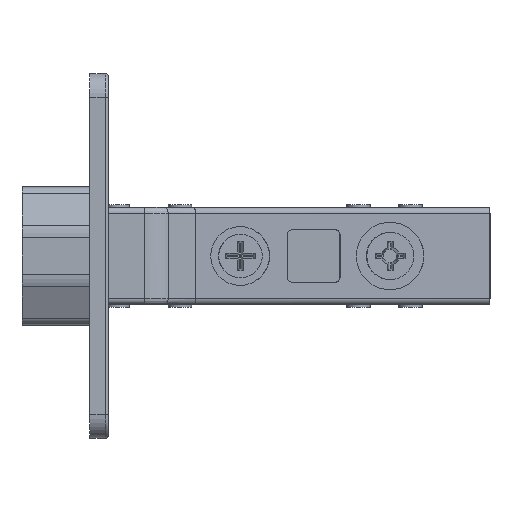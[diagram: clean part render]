
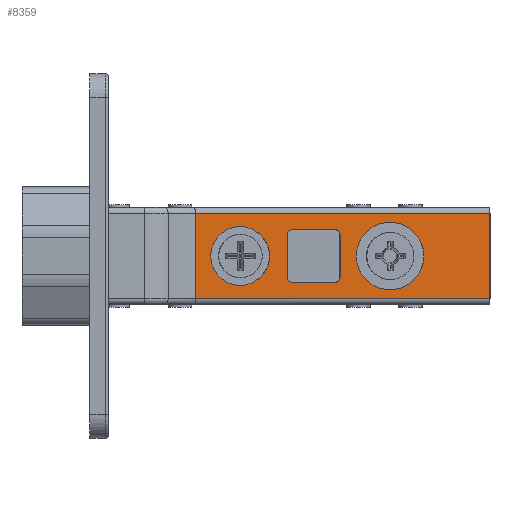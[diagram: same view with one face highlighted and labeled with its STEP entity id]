
A CAD part, front view. The second image highlights one B-rep face of the part: STEP entity #8359.
In plain terms, the highlighted planar face has unit normal (0.031, -1, 0).
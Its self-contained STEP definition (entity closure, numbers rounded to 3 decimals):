
#26 = DIRECTION ( 'NONE',  ( -1., -0.031, 0. ) ) ;
#197 = VECTOR ( 'NONE', #12883, 1000. ) ;
#200 = VECTOR ( 'NONE', #1966, 1000. ) ;
#231 = DIRECTION ( 'NONE',  ( 1., 0.031, 0. ) ) ;
#243 = CARTESIAN_POINT ( 'NONE',  ( -25.488, -0.78, 3.5 ) ) ;
#407 = AXIS2_PLACEMENT_3D ( 'NONE', #8319, #12828, #10727 ) ;
#896 = FACE_BOUND ( 'NONE', #11242, .T. ) ;
#910 = AXIS2_PLACEMENT_3D ( 'NONE', #8650, #10912, #6172 ) ;
#958 = VERTEX_POINT ( 'NONE', #9757 ) ;
#993 = VERTEX_POINT ( 'NONE', #10973 ) ;
#1092 = EDGE_CURVE ( 'NONE', #2971, #12295, #3841, .T. ) ;
#1135 = CIRCLE ( 'NONE', #12035, 1. ) ;
#1153 = AXIS2_PLACEMENT_3D ( 'NONE', #13085, #1914, #11853 ) ;
#1247 = EDGE_CURVE ( 'NONE', #6790, #993, #11525, .T. ) ;
#1327 = ORIENTED_EDGE ( 'NONE', *, *, #6027, .F. ) ;
#1552 = ORIENTED_EDGE ( 'NONE', *, *, #1092, .F. ) ;
#1620 = ORIENTED_EDGE ( 'NONE', *, *, #12823, .F. ) ;
#1670 = CARTESIAN_POINT ( 'NONE',  ( -26.488, -0.811, 4.5 ) ) ;
#1702 = LINE ( 'NONE', #6113, #197 ) ;
#1817 = LINE ( 'NONE', #6301, #200 ) ;
#1914 = DIRECTION ( 'NONE',  ( 0.031, -1., 0. ) ) ;
#1966 = DIRECTION ( 'NONE',  ( -1., -0.031, 0. ) ) ;
#2263 = DIRECTION ( 'NONE',  ( 0.031, -1., 0. ) ) ;
#2705 = AXIS2_PLACEMENT_3D ( 'NONE', #3636, #12349, #231 ) ;
#2744 = CIRCLE ( 'NONE', #10867, 1. ) ;
#2971 = VERTEX_POINT ( 'NONE', #3288 ) ;
#3122 = VERTEX_POINT ( 'NONE', #7908 ) ;
#3143 = ORIENTED_EDGE ( 'NONE', *, *, #5836, .F. ) ;
#3194 = LINE ( 'NONE', #7621, #10546 ) ;
#3217 = CARTESIAN_POINT ( 'NONE',  ( -42.48, -1.3, 0. ) ) ;
#3229 = CARTESIAN_POINT ( 'NONE',  ( -25.488, -0.78, -3.5 ) ) ;
#3288 = CARTESIAN_POINT ( 'NONE',  ( -47.478, -1.453, 0. ) ) ;
#3363 = ORIENTED_EDGE ( 'NONE', *, *, #3757, .T. ) ;
#3510 = LINE ( 'NONE', #4800, #8873 ) ;
#3636 = CARTESIAN_POINT ( 'NONE',  ( -16.992, -0.52, 0. ) ) ;
#3757 = EDGE_CURVE ( 'NONE', #3122, #7618, #7794, .T. ) ;
#3841 = CIRCLE ( 'NONE', #14051, 5. ) ;
#3857 = EDGE_CURVE ( 'NONE', #13124, #9677, #3510, .T. ) ;
#3906 = CIRCLE ( 'NONE', #10166, 1. ) ;
#4003 = PLANE ( 'NONE',  #910 ) ;
#4232 = FACE_OUTER_BOUND ( 'NONE', #13355, .T. ) ;
#4391 = DIRECTION ( 'NONE',  ( 1., 0.031, 0. ) ) ;
#4433 = ORIENTED_EDGE ( 'NONE', *, *, #5257, .T. ) ;
#4532 = VECTOR ( 'NONE', #11663, 1000. ) ;
#4572 = ORIENTED_EDGE ( 'NONE', *, *, #5092, .F. ) ;
#4770 = CARTESIAN_POINT ( 'NONE',  ( -25.488, -0.78, 3.5 ) ) ;
#4800 = CARTESIAN_POINT ( 'NONE',  ( -34.484, -1.055, 3.5 ) ) ;
#5092 = EDGE_CURVE ( 'NONE', #9317, #11265, #7636, .T. ) ;
#5139 = EDGE_CURVE ( 'NONE', #993, #9490, #3906, .T. ) ;
#5179 = CARTESIAN_POINT ( 'NONE',  ( -33.484, -1.025, -4.5 ) ) ;
#5257 = EDGE_CURVE ( 'NONE', #8589, #3122, #9071, .T. ) ;
#5282 = CIRCLE ( 'NONE', #407, 5. ) ;
#5378 = EDGE_CURVE ( 'NONE', #13916, #8589, #1817, .T. ) ;
#5419 = CARTESIAN_POINT ( 'NONE',  ( 0., 0., -7.25 ) ) ;
#5534 = CARTESIAN_POINT ( 'NONE',  ( -34.484, -1.055, -3.5 ) ) ;
#5804 = CARTESIAN_POINT ( 'NONE',  ( -11.245, -0.344, 0. ) ) ;
#5836 = EDGE_CURVE ( 'NONE', #12295, #2971, #5282, .T. ) ;
#5934 = CARTESIAN_POINT ( 'NONE',  ( -50.039, -1.532, 7.25 ) ) ;
#5949 = DIRECTION ( 'NONE',  ( 0., 0., -1. ) ) ;
#6027 = EDGE_CURVE ( 'NONE', #958, #13124, #1135, .T. ) ;
#6113 = CARTESIAN_POINT ( 'NONE',  ( -33.484, -1.025, 4.5 ) ) ;
#6172 = DIRECTION ( 'NONE',  ( -1., -0.031, 0. ) ) ;
#6188 = EDGE_CURVE ( 'NONE', #9677, #6790, #2744, .T. ) ;
#6231 = EDGE_CURVE ( 'NONE', #11265, #958, #1702, .T. ) ;
#6270 = DIRECTION ( 'NONE',  ( 0.031, -1., 0. ) ) ;
#6301 = CARTESIAN_POINT ( 'NONE',  ( -50.039, -1.532, 7.25 ) ) ;
#6522 = DIRECTION ( 'NONE',  ( 0., 0., -1. ) ) ;
#6618 = DIRECTION ( 'NONE',  ( 0.031, -1., 0. ) ) ;
#6698 = DIRECTION ( 'NONE',  ( 1., 0.031, 0. ) ) ;
#6790 = VERTEX_POINT ( 'NONE', #5179 ) ;
#7123 = VERTEX_POINT ( 'NONE', #5804 ) ;
#7152 = CARTESIAN_POINT ( 'NONE',  ( -33.484, -1.025, -3.5 ) ) ;
#7398 = ORIENTED_EDGE ( 'NONE', *, *, #8252, .F. ) ;
#7618 = VERTEX_POINT ( 'NONE', #5419 ) ;
#7621 = CARTESIAN_POINT ( 'NONE',  ( 0., 0., 8.25 ) ) ;
#7636 = CIRCLE ( 'NONE', #8781, 1. ) ;
#7729 = VECTOR ( 'NONE', #4391, 1000. ) ;
#7794 = LINE ( 'NONE', #14343, #7729 ) ;
#7908 = CARTESIAN_POINT ( 'NONE',  ( -50.039, -1.532, -7.25 ) ) ;
#7934 = EDGE_LOOP ( 'NONE', ( #3143, #1552 ) ) ;
#8080 = CIRCLE ( 'NONE', #1153, 5.75 ) ;
#8252 = EDGE_CURVE ( 'NONE', #7123, #13267, #8080, .T. ) ;
#8319 = CARTESIAN_POINT ( 'NONE',  ( -42.48, -1.3, 0. ) ) ;
#8359 = ADVANCED_FACE ( 'NONE', ( #896, #10611, #14183, #4232 ), #4003, .F. ) ;
#8511 = ORIENTED_EDGE ( 'NONE', *, *, #5378, .T. ) ;
#8589 = VERTEX_POINT ( 'NONE', #5934 ) ;
#8650 = CARTESIAN_POINT ( 'NONE',  ( 0., 0., 8.25 ) ) ;
#8729 = ORIENTED_EDGE ( 'NONE', *, *, #14235, .F. ) ;
#8781 = AXIS2_PLACEMENT_3D ( 'NONE', #8863, #6618, #26 ) ;
#8863 = CARTESIAN_POINT ( 'NONE',  ( -26.488, -0.811, 3.5 ) ) ;
#8873 = VECTOR ( 'NONE', #5949, 1000. ) ;
#9071 = LINE ( 'NONE', #13713, #13411 ) ;
#9135 = DIRECTION ( 'NONE',  ( 0., 0., -1. ) ) ;
#9176 = DIRECTION ( 'NONE',  ( 0.031, -1., 0. ) ) ;
#9251 = ORIENTED_EDGE ( 'NONE', *, *, #6231, .F. ) ;
#9317 = VERTEX_POINT ( 'NONE', #243 ) ;
#9425 = ORIENTED_EDGE ( 'NONE', *, *, #13003, .F. ) ;
#9490 = VERTEX_POINT ( 'NONE', #3229 ) ;
#9677 = VERTEX_POINT ( 'NONE', #5534 ) ;
#9757 = CARTESIAN_POINT ( 'NONE',  ( -33.484, -1.025, 4.5 ) ) ;
#9893 = DIRECTION ( 'NONE',  ( 0.031, -1., 0. ) ) ;
#9925 = EDGE_LOOP ( 'NONE', ( #10423, #13287, #12332, #1327, #9251, #4572, #1620, #14239 ) ) ;
#9975 = CARTESIAN_POINT ( 'NONE',  ( -37.482, -1.147, 0. ) ) ;
#10005 = CARTESIAN_POINT ( 'NONE',  ( -34.484, -1.055, 3.5 ) ) ;
#10130 = CARTESIAN_POINT ( 'NONE',  ( -33.484, -1.025, 3.5 ) ) ;
#10166 = AXIS2_PLACEMENT_3D ( 'NONE', #12004, #9893, #6698 ) ;
#10363 = CARTESIAN_POINT ( 'NONE',  ( -33.484, -1.025, -4.5 ) ) ;
#10423 = ORIENTED_EDGE ( 'NONE', *, *, #1247, .F. ) ;
#10546 = VECTOR ( 'NONE', #6522, 1000. ) ;
#10611 = FACE_BOUND ( 'NONE', #7934, .T. ) ;
#10727 = DIRECTION ( 'NONE',  ( 1., 0.031, 0. ) ) ;
#10867 = AXIS2_PLACEMENT_3D ( 'NONE', #7152, #6270, #11575 ) ;
#10912 = DIRECTION ( 'NONE',  ( -0.031, 1., 0. ) ) ;
#10971 = DIRECTION ( 'NONE',  ( 1., 0.031, 0. ) ) ;
#10973 = CARTESIAN_POINT ( 'NONE',  ( -26.488, -0.811, -4.5 ) ) ;
#11242 = EDGE_LOOP ( 'NONE', ( #7398, #8729 ) ) ;
#11262 = VECTOR ( 'NONE', #12551, 1000. ) ;
#11265 = VERTEX_POINT ( 'NONE', #1670 ) ;
#11525 = LINE ( 'NONE', #10363, #11262 ) ;
#11575 = DIRECTION ( 'NONE',  ( 1., 0.031, 0. ) ) ;
#11663 = DIRECTION ( 'NONE',  ( 0., 0., 1. ) ) ;
#11853 = DIRECTION ( 'NONE',  ( 1., 0.031, 0. ) ) ;
#12004 = CARTESIAN_POINT ( 'NONE',  ( -26.488, -0.811, -3.5 ) ) ;
#12035 = AXIS2_PLACEMENT_3D ( 'NONE', #10130, #9176, #13606 ) ;
#12295 = VERTEX_POINT ( 'NONE', #9975 ) ;
#12332 = ORIENTED_EDGE ( 'NONE', *, *, #3857, .F. ) ;
#12349 = DIRECTION ( 'NONE',  ( 0.031, -1., 0. ) ) ;
#12551 = DIRECTION ( 'NONE',  ( 1., 0.031, 0. ) ) ;
#12610 = LINE ( 'NONE', #4770, #4532 ) ;
#12823 = EDGE_CURVE ( 'NONE', #9490, #9317, #12610, .T. ) ;
#12828 = DIRECTION ( 'NONE',  ( 0.031, -1., 0. ) ) ;
#12883 = DIRECTION ( 'NONE',  ( -1., -0.031, 0. ) ) ;
#13003 = EDGE_CURVE ( 'NONE', #13916, #7618, #3194, .T. ) ;
#13085 = CARTESIAN_POINT ( 'NONE',  ( -16.992, -0.52, 0. ) ) ;
#13124 = VERTEX_POINT ( 'NONE', #10005 ) ;
#13243 = CARTESIAN_POINT ( 'NONE',  ( -22.739, -0.696, 0. ) ) ;
#13267 = VERTEX_POINT ( 'NONE', #13243 ) ;
#13270 = CARTESIAN_POINT ( 'NONE',  ( 0., 0., 7.25 ) ) ;
#13287 = ORIENTED_EDGE ( 'NONE', *, *, #6188, .F. ) ;
#13355 = EDGE_LOOP ( 'NONE', ( #9425, #8511, #4433, #3363 ) ) ;
#13369 = CIRCLE ( 'NONE', #2705, 5.75 ) ;
#13411 = VECTOR ( 'NONE', #9135, 1000. ) ;
#13606 = DIRECTION ( 'NONE',  ( 1., 0.031, 0. ) ) ;
#13713 = CARTESIAN_POINT ( 'NONE',  ( -50.039, -1.532, 8.25 ) ) ;
#13916 = VERTEX_POINT ( 'NONE', #13270 ) ;
#14051 = AXIS2_PLACEMENT_3D ( 'NONE', #3217, #2263, #10971 ) ;
#14183 = FACE_BOUND ( 'NONE', #9925, .T. ) ;
#14235 = EDGE_CURVE ( 'NONE', #13267, #7123, #13369, .T. ) ;
#14239 = ORIENTED_EDGE ( 'NONE', *, *, #5139, .F. ) ;
#14343 = CARTESIAN_POINT ( 'NONE',  ( 0., 0., -7.25 ) ) ;
